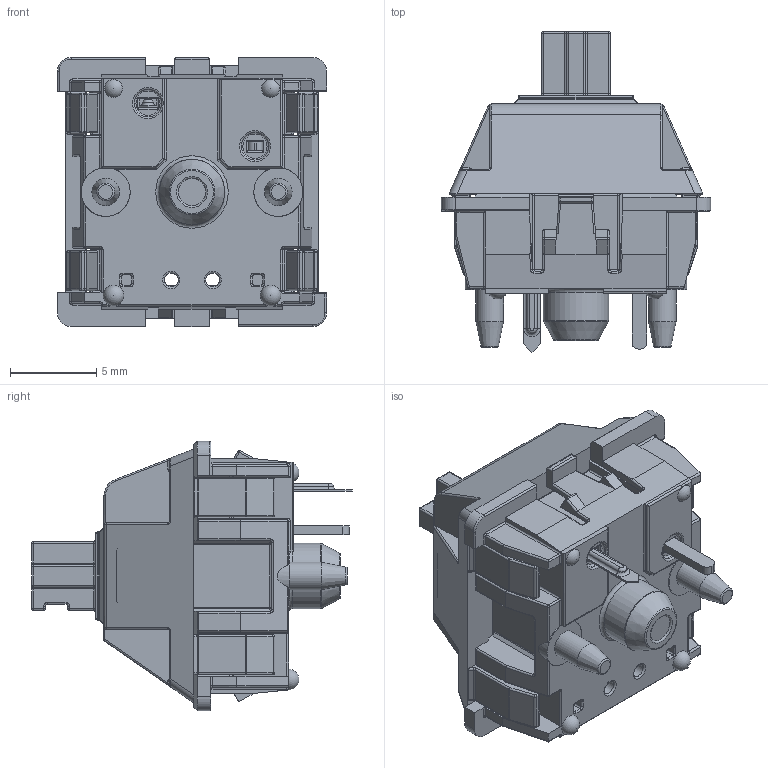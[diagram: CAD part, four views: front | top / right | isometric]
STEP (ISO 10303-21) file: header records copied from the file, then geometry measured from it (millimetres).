
FILE_DESCRIPTION(/* description */ ('STEP AP242','CAx-IF Rec.Pracs.---Representation and Presentation of Product Manufacturing Information (PMI)---4.0---2014-10-13','CAx-IF Rec.Pracs.---3D Tessellated Geometry---0.4---2014-09-14','2;1'),/* implementation_level */ '2;1');
FILE_NAME(/* name */ '6850b89124c2a87903f8ee7a',/* time_stamp */ '2025-06-17T00:36:34Z',/* author */ (''),/* organization */ (''),/* preprocessor_version */ 'ST-DEVELOPER v20',/* originating_system */ 'ONSHAPE BY PTC INC, 1.199',/* authorisation */ ' ');
FILE_SCHEMA (('AP242_MANAGED_MODEL_BASED_3D_ENGINEERING_MIM_LF { 1 0 10303 442 1 1 4 }'));
Length unit declared in the file: metre
Products named in the file (6): Cherry MX Switch Base v2; ���___Ĭ��__��_; MX�� ���� �ײ� �̡�2
__Ĭ��_��2____��_; MX �� ������_��_
__��1; MX �� ���娢��_���顧_
_
Assembly tree (5 placements, depth 2):
  Cherry MX Switch Base v2
    ���___Ĭ��__��_
    MX�� ���� �ײ� �̡�2
__Ĭ��_��2____��_
    MX �� ������_��_
__��1
    MX �� ���娢��_���顧_
_
    ���___Ĭ��__��_
Bounding box: 15.6 x 18.6 x 15.6 mm (x, y, z)
Volume: 1083.4 mm3; surface area: 2619.5 mm2
Topology: 5 solids, 5 shells, 1494 faces, 3612 edges, 2025 vertices
Faces by surface type: cylinder 664, plane 424, torus 230, sphere 112, bspline 59, cone 5
Full cylindrical faces by diameter (mm): 0.8 x2, 1.6 x4, 2 x1, 2.6 x1, 3.8 x1, 4.8 x1
Entity records: 43618 total; most frequent: CARTESIAN_POINT 9205, DIRECTION 7639, ORIENTED_EDGE 6922, EDGE_CURVE 3461, AXIS2_PLACEMENT_3D 2915, VERTEX_POINT 2012, LINE 1809, VECTOR 1809
